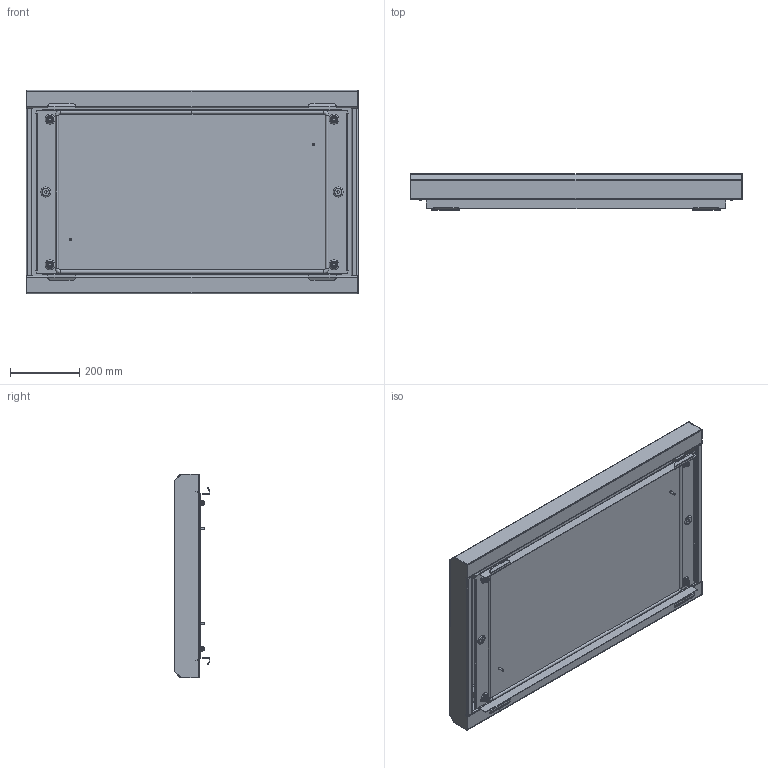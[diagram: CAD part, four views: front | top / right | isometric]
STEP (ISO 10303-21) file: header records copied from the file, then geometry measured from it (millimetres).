
FILE_DESCRIPTION (( 'STEP AP214' ), '1' );
FILE_NAME ('629.501.STEP', '2024-09-25T07:01:40', ( '' ), ( '' ), 'SwSTEP 2.0', 'SolidWorks 2021', '' );
FILE_SCHEMA (( 'AUTOMOTIVE_DESIGN' ));
Length unit declared in the file: millimetre
Products named in the file (8): 629.501-01; Êðûøà W900D500; 620.501-02; Øïèëüêà ïðèâàðíàÿ Ì6õ16; 629.500; Ãàñêåòèíã êðûøè ÌÊ-20 W900D500; Ïðîñòàâêà; 629.501
Assembly tree (12 placements, depth 3):
  629.501
    629.501-01
    620.501-02  x2
    Ïðîñòàâêà  x4
    629.500
      Êðûøà W900D500
      Ãàñêåòèíã êðûøè ÌÊ-20 W900D500
      Øïèëüêà ïðèâàðíàÿ Ì6õ16  x2
Bounding box: 958 x 103.7 x 586 mm (x, y, z)
Volume: 2310644.8 mm3; surface area: 2864379.2 mm2
Topology: 11 solids, 11 shells, 665 faces, 1631 edges, 1000 vertices
Faces by surface type: cylinder 302, plane 279, cone 44, bspline 36, torus 4
Entity records: 15482 total; most frequent: CARTESIAN_POINT 6004, DIRECTION 1923, ORIENTED_EDGE 1902, EDGE_CURVE 951, AXIS2_PLACEMENT_3D 686, VERTEX_POINT 566, VECTOR 551, LINE 551
